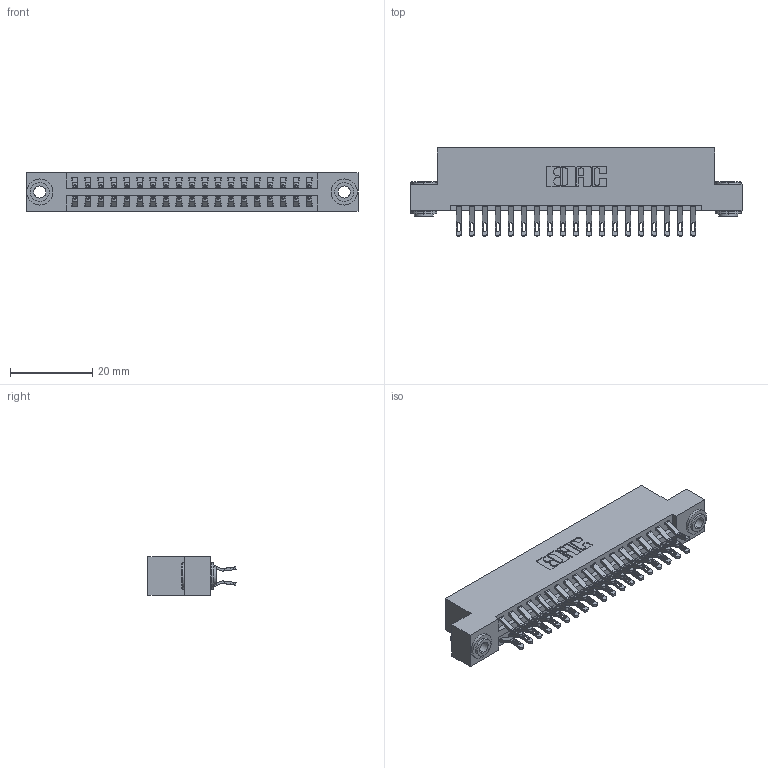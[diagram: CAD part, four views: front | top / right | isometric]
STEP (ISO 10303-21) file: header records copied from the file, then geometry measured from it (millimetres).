
FILE_DESCRIPTION (( 'STEP AP203' ), '1' );
FILE_NAME ('346-038-555-203.STEP', '2022-05-20T00:02:48', ( '' ), ( '' ), 'SwSTEP 2.0', 'SolidWorks 2020', '' );
FILE_SCHEMA (( 'CONFIG_CONTROL_DESIGN' ));
Length unit declared in the file: inch
Products named in the file (4): 345-250-002_345-250-002-102; 345-292-001_555 Tail; 346-038-555-203; 346 Part_Flush Mounting Lugs - 0.156 Dia-TH
Assembly tree (41 placements, depth 2):
  346-038-555-203
    346 Part_Flush Mounting Lugs - 0.156 Dia-TH
    345-292-001_555 Tail  x38
    345-250-002_345-250-002-102  x2
Bounding box: 80.9 x 21.46 x 9.4 mm (x, y, z)
Volume: 7821.5 mm3; surface area: 11031.4 mm2
Topology: 41 solids, 41 shells, 2378 faces, 7395 edges, 4926 vertices
Faces by surface type: plane 1354, cylinder 1016, cone 8
Entity records: 16888 total; most frequent: CARTESIAN_POINT 2831, ORIENTED_EDGE 2726, DIRECTION 2545, EDGE_CURVE 1363, LINE 1111, VECTOR 1111, VERTEX_POINT 906, AXIS2_PLACEMENT_3D 717
